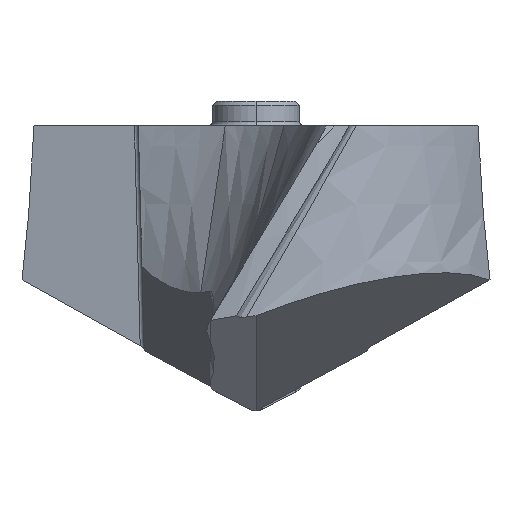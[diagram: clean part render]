
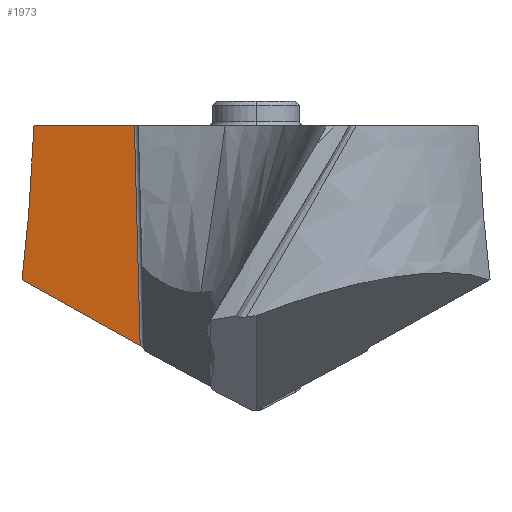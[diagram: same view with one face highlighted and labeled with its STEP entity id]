
A CAD part, left-side view. The second image highlights one B-rep face of the part: STEP entity #1973.
In plain terms, the highlighted planar face has unit normal (-0.925, 0.337, 0.174).
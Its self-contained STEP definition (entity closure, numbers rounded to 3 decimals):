
#200=DIRECTION('',(0.342,0.94,0.));
#201=VECTOR('',#200,3.652);
#202=CARTESIAN_POINT('',(3.376,4.159,0.));
#203=LINE('',#202,#201);
#461=DIRECTION('',(-0.379,-0.808,-0.451));
#462=VECTOR('',#461,5.);
#463=CARTESIAN_POINT('',(3.786,8.003,-5.269));
#464=LINE('',#463,#462);
#469=CARTESIAN_POINT('',(4.625,7.591,0.));
#470=CARTESIAN_POINT('',(4.556,7.611,-0.409));
#471=CARTESIAN_POINT('',(4.426,7.652,-1.18));
#472=CARTESIAN_POINT('',(4.259,7.714,-2.19));
#473=CARTESIAN_POINT('',(4.119,7.779,-3.064));
#474=CARTESIAN_POINT('',(3.996,7.847,-3.851));
#475=CARTESIAN_POINT('',(3.886,7.921,-4.58));
#476=CARTESIAN_POINT('',(3.818,7.975,-5.044));
#477=CARTESIAN_POINT('',(3.786,8.003,-5.269));
#479=CARTESIAN_POINT('',(3.786,8.003,-5.269));
#505=CARTESIAN_POINT('',(3.376,4.159,0.));
#521=DIRECTION('',(0.193,0.026,0.981));
#522=VECTOR('',#521,7.671);
#523=CARTESIAN_POINT('',(1.893,3.962,-7.523));
#524=LINE('',#523,#522);
#1080=VERTEX_POINT('',#505);
#1081=CARTESIAN_POINT('',(4.625,7.591,0.));
#1082=VERTEX_POINT('',#1081);
#1120=VERTEX_POINT('',#479);
#1121=CARTESIAN_POINT('',(1.893,3.962,-7.523));
#1122=VERTEX_POINT('',#1121);
#1961=CARTESIAN_POINT('',(-0.424,3.527,
-19.026));
#1962=DIRECTION('',(0.925,-0.337,-0.174));
#1963=DIRECTION('',(0.326,0.941,-0.089));
#1964=AXIS2_PLACEMENT_3D('',#1961,#1962,#1963);
#1965=PLANE('',#1964);
#1966=ORIENTED_EDGE('',*,*,#1436,.F.);
#1968=ORIENTED_EDGE('',*,*,#1967,.F.);
#1969=ORIENTED_EDGE('',*,*,#1854,.F.);
#1970=ORIENTED_EDGE('',*,*,#1946,.F.);
#1971=EDGE_LOOP('',(#1966,#1968,#1969,#1970));
#1972=FACE_OUTER_BOUND('',#1971,.F.);
#478=B_SPLINE_CURVE_WITH_KNOTS('',3,(#469,#470,#471,#472,#473,#474,#475,#476,
#477),.UNSPECIFIED.,.F.,.F.,(4,1,1,1,1,1,4),(0.,0.167,
0.333,0.5,0.667,0.833,1.),
.UNSPECIFIED.);
#1436=EDGE_CURVE('',#1080,#1082,#203,.T.);
#1854=EDGE_CURVE('',#1120,#1122,#464,.T.);
#1946=EDGE_CURVE('',#1082,#1120,#478,.T.);
#1967=EDGE_CURVE('',#1122,#1080,#524,.T.);
#1973=ADVANCED_FACE('',(#1972),#1965,.F.);
